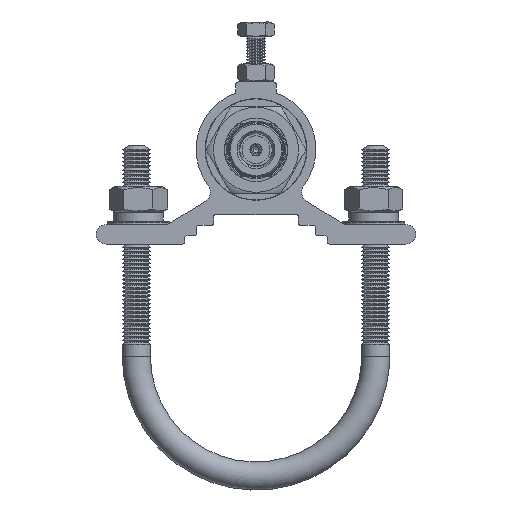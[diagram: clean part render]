
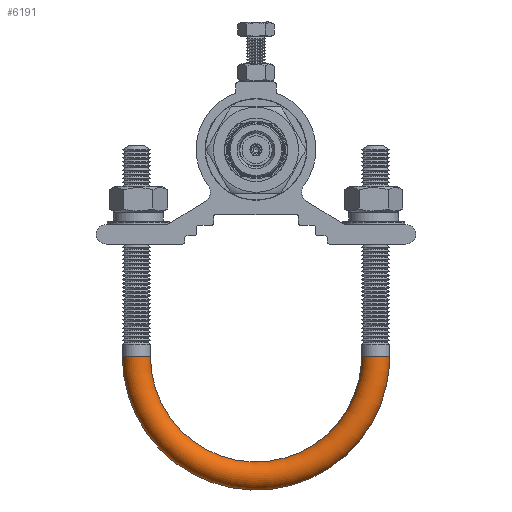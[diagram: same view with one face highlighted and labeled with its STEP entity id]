
A CAD part, front view. The second image highlights one B-rep face of the part: STEP entity #6191.
In plain terms, the highlighted toroidal (fillet/blend) face has major radius 30 mm and minor radius 3.531 mm.
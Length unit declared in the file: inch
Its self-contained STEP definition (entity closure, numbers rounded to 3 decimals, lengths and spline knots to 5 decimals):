
#256 = CARTESIAN_POINT ( 'NONE',  ( 1.1811, 0., 0. ) ) ;
#2146 = DIRECTION ( 'NONE',  ( -1., 0., 0. ) ) ;
#2957 = FACE_OUTER_BOUND ( 'NONE', #8252, .T. ) ;
#3113 = VERTEX_POINT ( 'NONE', #19115 ) ;
#3611 = DIRECTION ( 'NONE',  ( 0., -1., 0. ) ) ;
#5583 = TOROIDAL_SURFACE ( 'NONE', #6950, 1.1811, 0.139 ) ;
#5834 = EDGE_CURVE ( 'NONE', #3113, #3113, #16372, .T. ) ;
#6191 = ADVANCED_FACE ( 'NONE', ( #2957, #21981 ), #5583, .T. ) ;
#6950 = AXIS2_PLACEMENT_3D ( 'NONE', #7280, #3611, #16530 ) ;
#7280 = CARTESIAN_POINT ( 'NONE',  ( 0., 0., 0. ) ) ;
#8157 = CARTESIAN_POINT ( 'NONE',  ( -1.1811, 0., 0. ) ) ;
#8252 = EDGE_LOOP ( 'NONE', ( #8809 ) ) ;
#8809 = ORIENTED_EDGE ( 'NONE', *, *, #13708, .F. ) ;
#9990 = AXIS2_PLACEMENT_3D ( 'NONE', #256, #13169, #2146 ) ;
#10002 = DIRECTION ( 'NONE',  ( 1., 0., 0. ) ) ;
#11170 = VERTEX_POINT ( 'NONE', #12350 ) ;
#12350 = CARTESIAN_POINT ( 'NONE',  ( 1.0421, 0., 0. ) ) ;
#13169 = DIRECTION ( 'NONE',  ( 0., 0., -1. ) ) ;
#13708 = EDGE_CURVE ( 'NONE', #11170, #11170, #22271, .T. ) ;
#16372 = CIRCLE ( 'NONE', #19358, 0.139 ) ;
#16530 = DIRECTION ( 'NONE',  ( 0., 0., -1. ) ) ;
#19115 = CARTESIAN_POINT ( 'NONE',  ( -1.0421, 0., 0. ) ) ;
#19358 = AXIS2_PLACEMENT_3D ( 'NONE', #8157, #21011, #10002 ) ;
#20507 = EDGE_LOOP ( 'NONE', ( #23253 ) ) ;
#21011 = DIRECTION ( 'NONE',  ( 0., 0., 1. ) ) ;
#21981 = FACE_OUTER_BOUND ( 'NONE', #20507, .T. ) ;
#22271 = CIRCLE ( 'NONE', #9990, 0.139 ) ;
#23253 = ORIENTED_EDGE ( 'NONE', *, *, #5834, .T. ) ;
